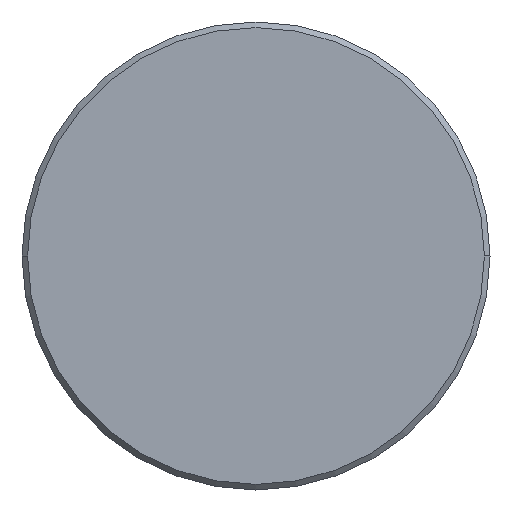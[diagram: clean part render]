
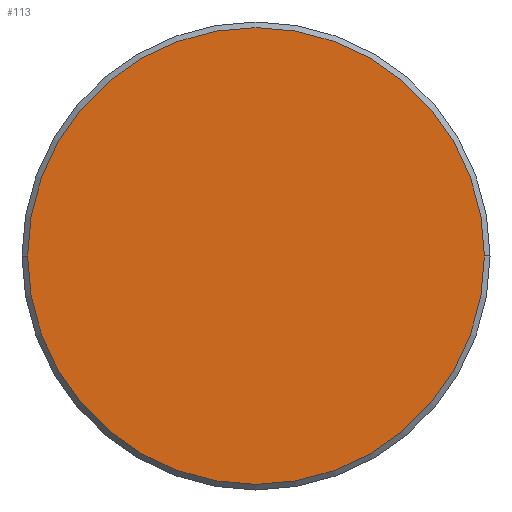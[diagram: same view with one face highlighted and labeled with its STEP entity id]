
A CAD part, left-side view. The second image highlights one B-rep face of the part: STEP entity #113.
In plain terms, the highlighted planar face has unit normal (-1, 0, 0).
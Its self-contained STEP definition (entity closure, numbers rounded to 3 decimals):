
#8 = VERTEX_POINT ( 'NONE', #262 ) ;
#24 = PLANE ( 'NONE',  #26 ) ;
#25 = CIRCLE ( 'NONE', #277, 12.2 ) ;
#26 = AXIS2_PLACEMENT_3D ( 'NONE', #214, #191, #49 ) ;
#49 = DIRECTION ( 'NONE',  ( 0., -1., 0. ) ) ;
#62 = ORIENTED_EDGE ( 'NONE', *, *, #94, .F. ) ;
#94 = EDGE_CURVE ( 'NONE', #247, #8, #25, .T. ) ;
#98 = DIRECTION ( 'NONE',  ( 1., 0., 0. ) ) ;
#113 = ADVANCED_FACE ( 'NONE', ( #161 ), #24, .T. ) ;
#125 = EDGE_LOOP ( 'NONE', ( #272, #62 ) ) ;
#127 = CARTESIAN_POINT ( 'NONE',  ( -75., 0., 0. ) ) ;
#147 = CARTESIAN_POINT ( 'NONE',  ( -75., -12.2, 0. ) ) ;
#152 = CIRCLE ( 'NONE', #231, 12.2 ) ;
#153 = DIRECTION ( 'NONE',  ( 0., 1., 0. ) ) ;
#161 = FACE_OUTER_BOUND ( 'NONE', #125, .T. ) ;
#191 = DIRECTION ( 'NONE',  ( -1., 0., 0. ) ) ;
#214 = CARTESIAN_POINT ( 'NONE',  ( -75., 0., 0. ) ) ;
#231 = AXIS2_PLACEMENT_3D ( 'NONE', #127, #301, #153 ) ;
#240 = CARTESIAN_POINT ( 'NONE',  ( -75., 0., 0. ) ) ;
#247 = VERTEX_POINT ( 'NONE', #147 ) ;
#262 = CARTESIAN_POINT ( 'NONE',  ( -75., 12.2, 0. ) ) ;
#266 = DIRECTION ( 'NONE',  ( 0., 1., 0. ) ) ;
#272 = ORIENTED_EDGE ( 'NONE', *, *, #312, .F. ) ;
#277 = AXIS2_PLACEMENT_3D ( 'NONE', #240, #98, #266 ) ;
#301 = DIRECTION ( 'NONE',  ( 1., 0., 0. ) ) ;
#312 = EDGE_CURVE ( 'NONE', #8, #247, #152, .T. ) ;
